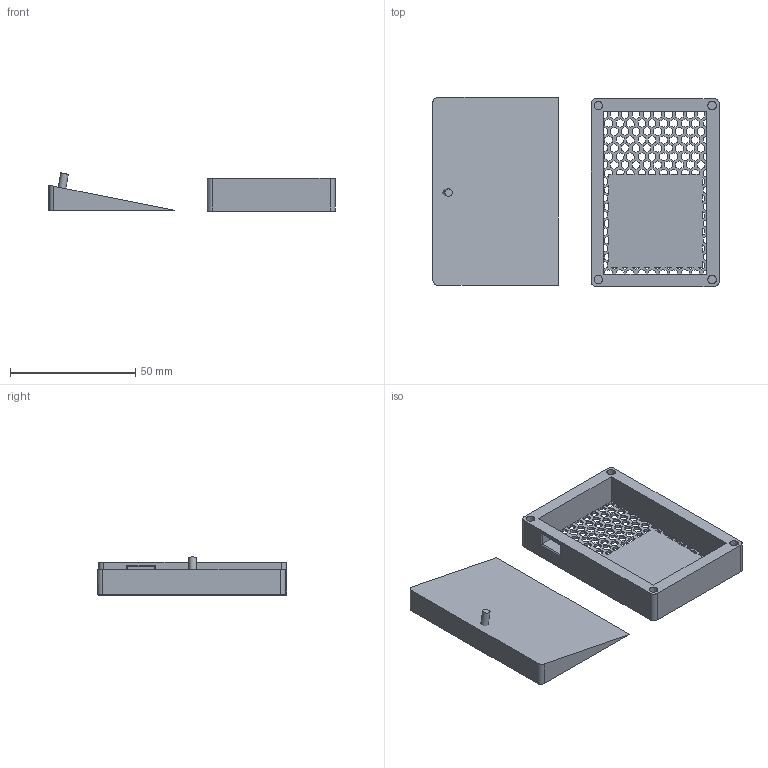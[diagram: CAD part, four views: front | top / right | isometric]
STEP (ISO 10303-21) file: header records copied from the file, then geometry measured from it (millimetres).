
FILE_DESCRIPTION(/* description */ (''),/* implementation_level */ '2;1');
FILE_NAME(/* name */ 'Hackpad Case Bottom.step',/* time_stamp */ '2025-03-28T23:18:54+01:00',/* author */ (''),/* organization */ (''),/* preprocessor_version */ 'ST-DEVELOPER v20.1',/* originating_system */ 'Autodesk Translation Framework v14.4.0.0',/* authorisation */ '');
FILE_SCHEMA (('AUTOMOTIVE_DESIGN { 1 0 10303 214 3 1 1 }'));
Length unit declared in the file: millimetre
Products named in the file (1): Hackpad Case
Bounding box: 114.19 x 75.52 x 15.21 mm (x, y, z)
Volume: 35131.7 mm3; surface area: 22782.5 mm2
Topology: 4 solids, 4 shells, 674 faces, 1979 edges, 1318 vertices
Faces by surface type: plane 658, cylinder 16
Full cylindrical faces by diameter (mm): 3 x2, 3.4 x4
Entity records: 22305 total; most frequent: CARTESIAN_POINT 3972, ORIENTED_EDGE 3958, DIRECTION 3357, EDGE_CURVE 1979, LINE 1951, VECTOR 1951, VERTEX_POINT 1318, EDGE_LOOP 847
